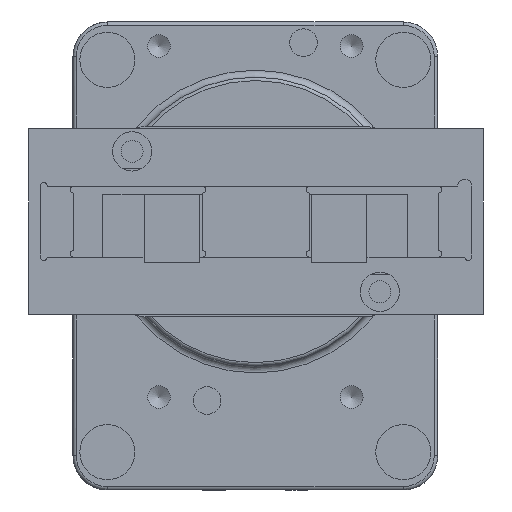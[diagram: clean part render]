
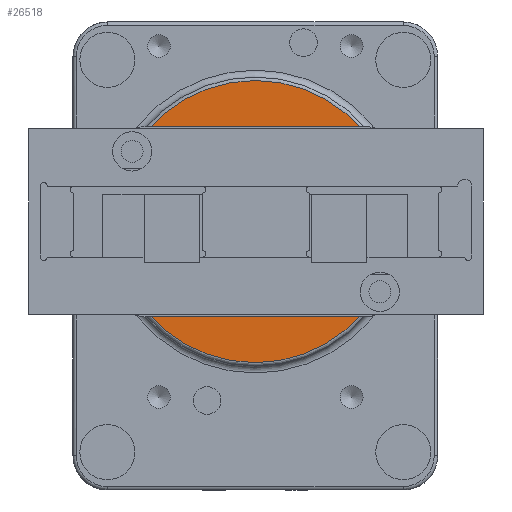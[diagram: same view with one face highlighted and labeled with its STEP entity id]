
A CAD part, front view. The second image highlights one B-rep face of the part: STEP entity #26518.
In plain terms, the highlighted face is planar.
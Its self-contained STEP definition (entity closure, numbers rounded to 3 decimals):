
#2745 = DIRECTION ( 'NONE',  ( 0., 0., -1. ) ) ;
#3581 = EDGE_CURVE ( 'NONE', #37404, #37404, #54902, .T. ) ;
#3602 = ORIENTED_EDGE ( 'NONE', *, *, #12460, .F. ) ;
#7878 = AXIS2_PLACEMENT_3D ( 'NONE', #53401, #53707, #43233 ) ;
#8098 = EDGE_LOOP ( 'NONE', ( #3602 ) ) ;
#12460 = EDGE_CURVE ( 'NONE', #24971, #24971, #57436, .T. ) ;
#13088 = PLANE ( 'NONE',  #7878 ) ;
#15517 = DIRECTION ( 'NONE',  ( 0., 0., -1. ) ) ;
#23395 = EDGE_LOOP ( 'NONE', ( #28019 ) ) ;
#24971 = VERTEX_POINT ( 'NONE', #60877 ) ;
#26518 = ADVANCED_FACE ( 'NONE', ( #32443, #38683 ), #13088, .F. ) ;
#26716 = AXIS2_PLACEMENT_3D ( 'NONE', #55798, #15517, #56108 ) ;
#28019 = ORIENTED_EDGE ( 'NONE', *, *, #3581, .T. ) ;
#32443 = FACE_BOUND ( 'NONE', #8098, .T. ) ;
#37076 = CARTESIAN_POINT ( 'NONE',  ( 20.5, 0., 0. ) ) ;
#37404 = VERTEX_POINT ( 'NONE', #37076 ) ;
#37811 = DIRECTION ( 'NONE',  ( 1., 0., 0. ) ) ;
#38683 = FACE_OUTER_BOUND ( 'NONE', #23395, .T. ) ;
#41732 = CARTESIAN_POINT ( 'NONE',  ( 0., 0., 0. ) ) ;
#43233 = DIRECTION ( 'NONE',  ( 1., 0., 0. ) ) ;
#51234 = AXIS2_PLACEMENT_3D ( 'NONE', #41732, #2745, #37811 ) ;
#53401 = CARTESIAN_POINT ( 'NONE',  ( 0., 0., 0. ) ) ;
#53707 = DIRECTION ( 'NONE',  ( 0., 0., 1. ) ) ;
#54902 = CIRCLE ( 'NONE', #26716, 20.5 ) ;
#55798 = CARTESIAN_POINT ( 'NONE',  ( 0., 0., 0. ) ) ;
#56108 = DIRECTION ( 'NONE',  ( 1., 0., 0. ) ) ;
#57436 = CIRCLE ( 'NONE', #51234, 12.5 ) ;
#60877 = CARTESIAN_POINT ( 'NONE',  ( 12.5, 0., 0. ) ) ;
